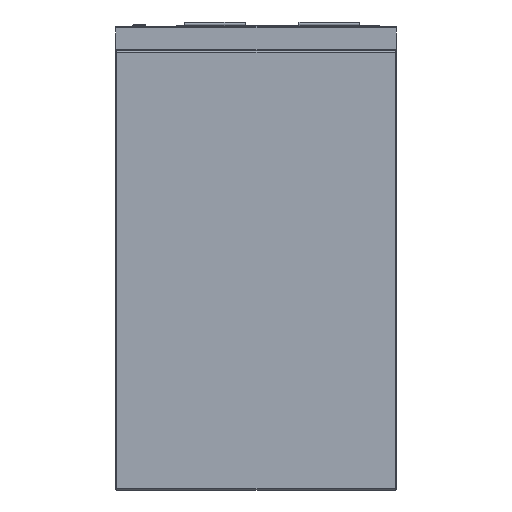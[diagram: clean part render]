
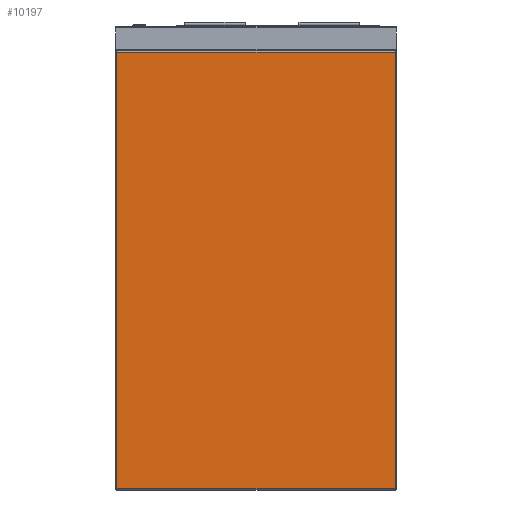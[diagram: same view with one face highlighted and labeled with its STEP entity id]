
A CAD part, left-side view. The second image highlights one B-rep face of the part: STEP entity #10197.
In plain terms, the highlighted planar face has unit normal (-1, 0, 0).
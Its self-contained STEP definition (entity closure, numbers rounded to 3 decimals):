
#294 = LINE ( 'NONE', #6551, #12019 ) ;
#706 = ORIENTED_EDGE ( 'NONE', *, *, #8762, .T. ) ;
#1578 = CARTESIAN_POINT ( 'NONE',  ( -1030., 228., -758. ) ) ;
#1897 = AXIS2_PLACEMENT_3D ( 'NONE', #17128, #2848, #5922 ) ;
#2475 = LINE ( 'NONE', #13780, #17677 ) ;
#2848 = DIRECTION ( 'NONE',  ( -1., 0., 0. ) ) ;
#2871 = LINE ( 'NONE', #9138, #12514 ) ;
#3328 = DIRECTION ( 'NONE',  ( 0., 1., 0. ) ) ;
#4106 = ORIENTED_EDGE ( 'NONE', *, *, #10845, .T. ) ;
#4380 = FACE_OUTER_BOUND ( 'NONE', #8589, .T. ) ;
#4900 = VECTOR ( 'NONE', #3328, 1000. ) ;
#5078 = LINE ( 'NONE', #15671, #4900 ) ;
#5922 = DIRECTION ( 'NONE',  ( 0., 0., 1. ) ) ;
#6551 = CARTESIAN_POINT ( 'NONE',  ( -1030., -230., -758. ) ) ;
#8298 = DIRECTION ( 'NONE',  ( 0., -1., 0. ) ) ;
#8589 = EDGE_LOOP ( 'NONE', ( #15747, #4106, #14509, #706 ) ) ;
#8614 = VERTEX_POINT ( 'NONE', #16943 ) ;
#8762 = EDGE_CURVE ( 'NONE', #13109, #8614, #294, .T. ) ;
#9090 = CARTESIAN_POINT ( 'NONE',  ( -1030., 228., -42. ) ) ;
#9138 = CARTESIAN_POINT ( 'NONE',  ( -1030., 228., -760. ) ) ;
#9630 = VERTEX_POINT ( 'NONE', #20309 ) ;
#9868 = EDGE_CURVE ( 'NONE', #8614, #9630, #2475, .T. ) ;
#10197 = ADVANCED_FACE ( 'Fl�che7', ( #4380 ), #20028, .T. ) ;
#10845 = EDGE_CURVE ( 'NONE', #9630, #18901, #5078, .T. ) ;
#11671 = EDGE_CURVE ( 'NONE', #18901, #13109, #2871, .T. ) ;
#12019 = VECTOR ( 'NONE', #8298, 1000. ) ;
#12514 = VECTOR ( 'NONE', #15413, 1000. ) ;
#13109 = VERTEX_POINT ( 'NONE', #1578 ) ;
#13780 = CARTESIAN_POINT ( 'NONE',  ( -1030., -228., -760. ) ) ;
#14509 = ORIENTED_EDGE ( 'NONE', *, *, #11671, .T. ) ;
#15413 = DIRECTION ( 'NONE',  ( 0., 0., -1. ) ) ;
#15671 = CARTESIAN_POINT ( 'NONE',  ( -1030., 230., -42. ) ) ;
#15747 = ORIENTED_EDGE ( 'NONE', *, *, #9868, .T. ) ;
#16943 = CARTESIAN_POINT ( 'NONE',  ( -1030., -228., -758. ) ) ;
#17128 = CARTESIAN_POINT ( 'NONE',  ( -1030., -230., -760. ) ) ;
#17677 = VECTOR ( 'NONE', #19756, 1000. ) ;
#18901 = VERTEX_POINT ( 'NONE', #9090 ) ;
#19756 = DIRECTION ( 'NONE',  ( 0., 0., 1. ) ) ;
#20028 = PLANE ( 'NONE',  #1897 ) ;
#20309 = CARTESIAN_POINT ( 'NONE',  ( -1030., -228., -42. ) ) ;
